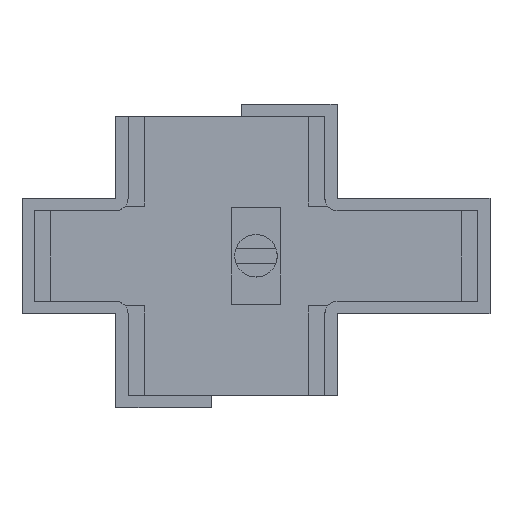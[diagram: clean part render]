
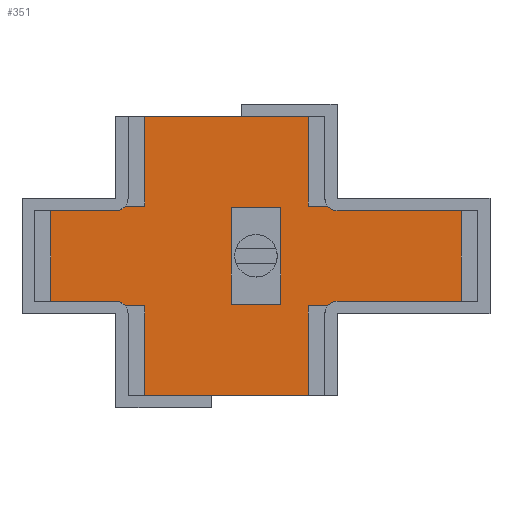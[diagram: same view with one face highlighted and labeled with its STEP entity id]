
A CAD part, top view. The second image highlights one B-rep face of the part: STEP entity #351.
In plain terms, the highlighted face is planar.
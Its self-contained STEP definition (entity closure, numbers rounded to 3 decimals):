
#259 = EDGE_CURVE('',#260,#262,#264,.T.);
#260 = VERTEX_POINT('',#261);
#261 = CARTESIAN_POINT('',(13.33,-12.75,7.89));
#262 = VERTEX_POINT('',#263);
#263 = CARTESIAN_POINT('',(13.33,-6.35,7.89));
#264 = LINE('',#265,#266);
#265 = CARTESIAN_POINT('',(13.33,-12.75,7.89));
#266 = VECTOR('',#267,1.);
#267 = DIRECTION('',(0.,1.,0.));
#290 = EDGE_CURVE('',#291,#260,#293,.T.);
#291 = VERTEX_POINT('',#292);
#292 = CARTESIAN_POINT('',(16.63,-12.75,7.89));
#293 = LINE('',#294,#295);
#294 = CARTESIAN_POINT('',(16.63,-12.75,7.89));
#295 = VECTOR('',#296,1.);
#296 = DIRECTION('',(-1.,0.,0.));
#314 = EDGE_CURVE('',#262,#315,#317,.T.);
#315 = VERTEX_POINT('',#316);
#316 = CARTESIAN_POINT('',(16.63,-6.35,7.89));
#317 = LINE('',#318,#319);
#318 = CARTESIAN_POINT('',(13.33,-6.35,7.89));
#319 = VECTOR('',#320,1.);
#320 = DIRECTION('',(1.,0.,0.));
#338 = EDGE_CURVE('',#315,#291,#339,.T.);
#339 = LINE('',#340,#341);
#340 = CARTESIAN_POINT('',(16.63,-6.35,7.89));
#341 = VECTOR('',#342,1.);
#342 = DIRECTION('',(0.,-1.,0.));
#351 = ADVANCED_FACE('',(#352,#534),#540,.F.);
#352 = FACE_BOUND('',#353,.F.);
#353 = EDGE_LOOP('',(#354,#364,#372,#380,#388,#397,#405,#413,#421,#430,
    #438,#446,#454,#462,#470,#478,#487,#495,#503,#511,#520,#528));
#354 = ORIENTED_EDGE('',*,*,#355,.T.);
#355 = EDGE_CURVE('',#356,#358,#360,.T.);
#356 = VERTEX_POINT('',#357);
#357 = CARTESIAN_POINT('',(22.33,-0.35,7.89));
#358 = VERTEX_POINT('',#359);
#359 = CARTESIAN_POINT('',(15.93,-0.35,7.89));
#360 = LINE('',#361,#362);
#361 = CARTESIAN_POINT('',(12.543,-0.35,7.89));
#362 = VECTOR('',#363,1.);
#363 = DIRECTION('',(-1.,0.,0.));
#364 = ORIENTED_EDGE('',*,*,#365,.T.);
#365 = EDGE_CURVE('',#358,#366,#368,.T.);
#366 = VERTEX_POINT('',#367);
#367 = CARTESIAN_POINT('',(11.53,-0.35,7.89));
#368 = LINE('',#369,#370);
#369 = CARTESIAN_POINT('',(12.543,-0.35,7.89));
#370 = VECTOR('',#371,1.);
#371 = DIRECTION('',(-1.,0.,0.));
#372 = ORIENTED_EDGE('',*,*,#373,.T.);
#373 = EDGE_CURVE('',#366,#374,#376,.T.);
#374 = VERTEX_POINT('',#375);
#375 = CARTESIAN_POINT('',(11.53,-6.25,7.89));
#376 = LINE('',#377,#378);
#377 = CARTESIAN_POINT('',(11.53,0.45,7.89));
#378 = VECTOR('',#379,1.);
#379 = DIRECTION('',(0.,-1.,0.));
#380 = ORIENTED_EDGE('',*,*,#381,.T.);
#381 = EDGE_CURVE('',#374,#382,#384,.T.);
#382 = VERTEX_POINT('',#383);
#383 = CARTESIAN_POINT('',(10.254,-6.25,7.89));
#384 = LINE('',#385,#386);
#385 = CARTESIAN_POINT('',(11.53,-6.25,7.89));
#386 = VECTOR('',#387,1.);
#387 = DIRECTION('',(-1.,0.,0.));
#388 = ORIENTED_EDGE('',*,*,#389,.T.);
#389 = EDGE_CURVE('',#382,#390,#392,.T.);
#390 = VERTEX_POINT('',#391);
#391 = CARTESIAN_POINT('',(9.63,-6.55,7.89));
#392 = CIRCLE('',#393,0.8);
#393 = AXIS2_PLACEMENT_3D('',#394,#395,#396);
#394 = CARTESIAN_POINT('',(9.63,-5.75,7.89));
#395 = DIRECTION('',(0.,0.,-1.));
#396 = DIRECTION('',(0.,1.,0.));
#397 = ORIENTED_EDGE('',*,*,#398,.T.);
#398 = EDGE_CURVE('',#390,#399,#401,.T.);
#399 = VERTEX_POINT('',#400);
#400 = CARTESIAN_POINT('',(1.43,-6.55,7.89));
#401 = LINE('',#402,#403);
#402 = CARTESIAN_POINT('',(7.493,-6.55,7.89));
#403 = VECTOR('',#404,1.);
#404 = DIRECTION('',(-1.,0.,0.));
#405 = ORIENTED_EDGE('',*,*,#406,.T.);
#406 = EDGE_CURVE('',#399,#407,#409,.T.);
#407 = VERTEX_POINT('',#408);
#408 = CARTESIAN_POINT('',(1.43,-12.55,7.89));
#409 = LINE('',#410,#411);
#410 = CARTESIAN_POINT('',(1.43,-5.75,7.89));
#411 = VECTOR('',#412,1.);
#412 = DIRECTION('',(0.,-1.,0.));
#413 = ORIENTED_EDGE('',*,*,#414,.T.);
#414 = EDGE_CURVE('',#407,#415,#417,.T.);
#415 = VERTEX_POINT('',#416);
#416 = CARTESIAN_POINT('',(9.63,-12.55,7.89));
#417 = LINE('',#418,#419);
#418 = CARTESIAN_POINT('',(12.543,-12.55,7.89));
#419 = VECTOR('',#420,1.);
#420 = DIRECTION('',(1.,0.,0.));
#421 = ORIENTED_EDGE('',*,*,#422,.T.);
#422 = EDGE_CURVE('',#415,#423,#425,.T.);
#423 = VERTEX_POINT('',#424);
#424 = CARTESIAN_POINT('',(10.254,-12.85,7.89));
#425 = CIRCLE('',#426,0.8);
#426 = AXIS2_PLACEMENT_3D('',#427,#428,#429);
#427 = CARTESIAN_POINT('',(9.63,-13.35,7.89));
#428 = DIRECTION('',(0.,-0.,-1.));
#429 = DIRECTION('',(0.,-1.,0.));
#430 = ORIENTED_EDGE('',*,*,#431,.T.);
#431 = EDGE_CURVE('',#423,#432,#434,.T.);
#432 = VERTEX_POINT('',#433);
#433 = CARTESIAN_POINT('',(11.53,-12.85,7.89));
#434 = LINE('',#435,#436);
#435 = CARTESIAN_POINT('',(9.63,-12.85,7.89));
#436 = VECTOR('',#437,1.);
#437 = DIRECTION('',(1.,0.,0.));
#438 = ORIENTED_EDGE('',*,*,#439,.T.);
#439 = EDGE_CURVE('',#432,#440,#442,.T.);
#440 = VERTEX_POINT('',#441);
#441 = CARTESIAN_POINT('',(11.53,-18.75,7.89));
#442 = LINE('',#443,#444);
#443 = CARTESIAN_POINT('',(11.53,-12.85,7.89));
#444 = VECTOR('',#445,1.);
#445 = DIRECTION('',(0.,-1.,0.));
#446 = ORIENTED_EDGE('',*,*,#447,.T.);
#447 = EDGE_CURVE('',#440,#448,#450,.T.);
#448 = VERTEX_POINT('',#449);
#449 = CARTESIAN_POINT('',(17.93,-18.75,7.89));
#450 = LINE('',#451,#452);
#451 = CARTESIAN_POINT('',(19.843,-18.75,7.89));
#452 = VECTOR('',#453,1.);
#453 = DIRECTION('',(1.,0.,0.));
#454 = ORIENTED_EDGE('',*,*,#455,.T.);
#455 = EDGE_CURVE('',#448,#456,#458,.T.);
#456 = VERTEX_POINT('',#457);
#457 = CARTESIAN_POINT('',(22.33,-18.75,7.89));
#458 = LINE('',#459,#460);
#459 = CARTESIAN_POINT('',(19.843,-18.75,7.89));
#460 = VECTOR('',#461,1.);
#461 = DIRECTION('',(1.,0.,0.));
#462 = ORIENTED_EDGE('',*,*,#463,.T.);
#463 = EDGE_CURVE('',#456,#464,#466,.T.);
#464 = VERTEX_POINT('',#465);
#465 = CARTESIAN_POINT('',(22.33,-12.85,7.89));
#466 = LINE('',#467,#468);
#467 = CARTESIAN_POINT('',(22.33,-19.55,7.89));
#468 = VECTOR('',#469,1.);
#469 = DIRECTION('',(0.,1.,0.));
#470 = ORIENTED_EDGE('',*,*,#471,.T.);
#471 = EDGE_CURVE('',#464,#472,#474,.T.);
#472 = VERTEX_POINT('',#473);
#473 = CARTESIAN_POINT('',(23.606,-12.85,7.89));
#474 = LINE('',#475,#476);
#475 = CARTESIAN_POINT('',(22.33,-12.85,7.89));
#476 = VECTOR('',#477,1.);
#477 = DIRECTION('',(1.,0.,0.));
#478 = ORIENTED_EDGE('',*,*,#479,.T.);
#479 = EDGE_CURVE('',#472,#480,#482,.T.);
#480 = VERTEX_POINT('',#481);
#481 = CARTESIAN_POINT('',(24.23,-12.55,7.89));
#482 = CIRCLE('',#483,0.8);
#483 = AXIS2_PLACEMENT_3D('',#484,#485,#486);
#484 = CARTESIAN_POINT('',(24.23,-13.35,7.89));
#485 = DIRECTION('',(0.,0.,-1.));
#486 = DIRECTION('',(1.,0.,0.));
#487 = ORIENTED_EDGE('',*,*,#488,.T.);
#488 = EDGE_CURVE('',#480,#489,#491,.T.);
#489 = VERTEX_POINT('',#490);
#490 = CARTESIAN_POINT('',(28.53,-12.55,7.89));
#491 = LINE('',#492,#493);
#492 = CARTESIAN_POINT('',(22.943,-12.55,7.89));
#493 = VECTOR('',#494,1.);
#494 = DIRECTION('',(1.,0.,0.));
#495 = ORIENTED_EDGE('',*,*,#496,.T.);
#496 = EDGE_CURVE('',#489,#497,#499,.T.);
#497 = VERTEX_POINT('',#498);
#498 = CARTESIAN_POINT('',(28.53,-6.55,7.89));
#499 = LINE('',#500,#501);
#500 = CARTESIAN_POINT('',(28.53,-13.35,7.89));
#501 = VECTOR('',#502,1.);
#502 = DIRECTION('',(0.,1.,0.));
#503 = ORIENTED_EDGE('',*,*,#504,.T.);
#504 = EDGE_CURVE('',#497,#505,#507,.T.);
#505 = VERTEX_POINT('',#506);
#506 = CARTESIAN_POINT('',(24.23,-6.55,7.89));
#507 = LINE('',#508,#509);
#508 = CARTESIAN_POINT('',(19.843,-6.55,7.89));
#509 = VECTOR('',#510,1.);
#510 = DIRECTION('',(-1.,0.,0.));
#511 = ORIENTED_EDGE('',*,*,#512,.T.);
#512 = EDGE_CURVE('',#505,#513,#515,.T.);
#513 = VERTEX_POINT('',#514);
#514 = CARTESIAN_POINT('',(23.606,-6.25,7.89));
#515 = CIRCLE('',#516,0.8);
#516 = AXIS2_PLACEMENT_3D('',#517,#518,#519);
#517 = CARTESIAN_POINT('',(24.23,-5.75,7.89));
#518 = DIRECTION('',(0.,0.,-1.));
#519 = DIRECTION('',(0.,1.,0.));
#520 = ORIENTED_EDGE('',*,*,#521,.T.);
#521 = EDGE_CURVE('',#513,#522,#524,.T.);
#522 = VERTEX_POINT('',#523);
#523 = CARTESIAN_POINT('',(22.33,-6.25,7.89));
#524 = LINE('',#525,#526);
#525 = CARTESIAN_POINT('',(24.23,-6.25,7.89));
#526 = VECTOR('',#527,1.);
#527 = DIRECTION('',(-1.,0.,0.));
#528 = ORIENTED_EDGE('',*,*,#529,.T.);
#529 = EDGE_CURVE('',#522,#356,#530,.T.);
#530 = LINE('',#531,#532);
#531 = CARTESIAN_POINT('',(22.33,-6.25,7.89));
#532 = VECTOR('',#533,1.);
#533 = DIRECTION('',(0.,1.,0.));
#534 = FACE_BOUND('',#535,.F.);
#535 = EDGE_LOOP('',(#536,#537,#538,#539));
#536 = ORIENTED_EDGE('',*,*,#259,.T.);
#537 = ORIENTED_EDGE('',*,*,#314,.T.);
#538 = ORIENTED_EDGE('',*,*,#338,.T.);
#539 = ORIENTED_EDGE('',*,*,#290,.T.);
#540 = PLANE('',#541);
#541 = AXIS2_PLACEMENT_3D('',#542,#543,#544);
#542 = CARTESIAN_POINT('',(15.455,-9.55,7.89));
#543 = DIRECTION('',(0.,0.,1.));
#544 = DIRECTION('',(1.,0.,0.));
